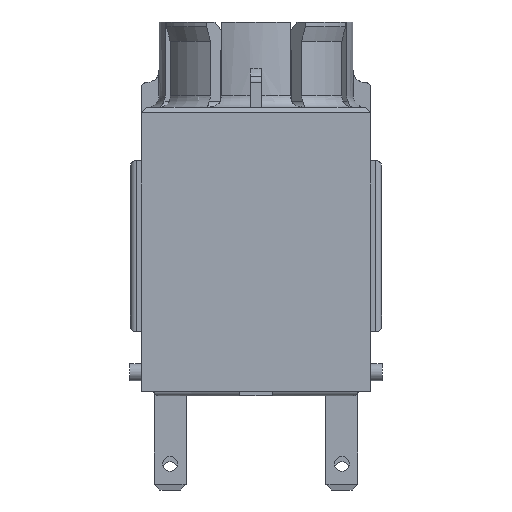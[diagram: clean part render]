
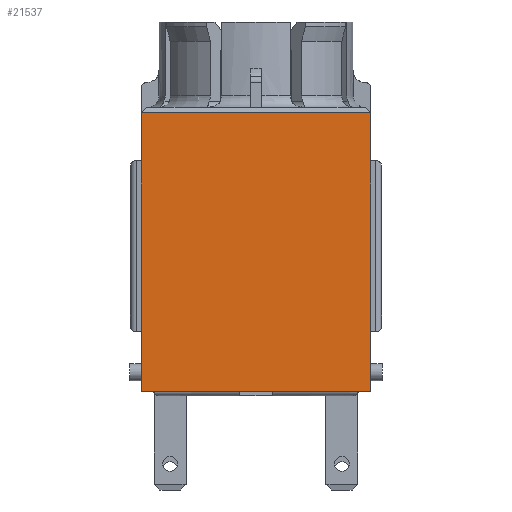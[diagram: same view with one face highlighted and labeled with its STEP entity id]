
A CAD part, left-side view. The second image highlights one B-rep face of the part: STEP entity #21537.
In plain terms, the highlighted planar face has unit normal (-1, 0, 0).
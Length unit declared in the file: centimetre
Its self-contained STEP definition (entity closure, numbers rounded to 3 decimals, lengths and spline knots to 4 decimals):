
#667=FACE_OUTER_BOUND('',#1836,.T.);
#1836=EDGE_LOOP('',(#15521,#15522,#15523,#15524,#15525,#15526));
#3221=LINE('',#30243,#6090);
#3399=LINE('',#31690,#6268);
#3400=LINE('',#31691,#6269);
#3406=LINE('',#31713,#6275);
#3407=LINE('',#31715,#6276);
#3427=LINE('',#31821,#6296);
#6090=VECTOR('',#24554,2.02);
#6268=VECTOR('',#25110,2.281);
#6269=VECTOR('',#25111,0.169);
#6275=VECTOR('',#25135,0.169);
#6276=VECTOR('',#25136,2.281);
#6296=VECTOR('',#25210,2.02);
#8914=VERTEX_POINT('',#30240);
#8915=VERTEX_POINT('',#30242);
#9136=VERTEX_POINT('',#31674);
#9141=VERTEX_POINT('',#31688);
#9144=VERTEX_POINT('',#31698);
#9149=VERTEX_POINT('',#31714);
#11160=EDGE_CURVE('',#8915,#8914,#3221,.T.);
#11517=EDGE_CURVE('',#9136,#9141,#3399,.T.);
#11518=EDGE_CURVE('',#8914,#9136,#3400,.T.);
#11528=EDGE_CURVE('',#8915,#9144,#3406,.T.);
#11529=EDGE_CURVE('',#9144,#9149,#3407,.T.);
#11560=EDGE_CURVE('',#9149,#9141,#3427,.T.);
#15521=ORIENTED_EDGE('',*,*,#11160,.T.);
#15522=ORIENTED_EDGE('',*,*,#11518,.T.);
#15523=ORIENTED_EDGE('',*,*,#11517,.T.);
#15524=ORIENTED_EDGE('',*,*,#11560,.F.);
#15525=ORIENTED_EDGE('',*,*,#11529,.F.);
#15526=ORIENTED_EDGE('',*,*,#11528,.F.);
#20420=PLANE('',#22836);
#21537=ADVANCED_FACE('',(#667),#20420,.T.);
#22836=AXIS2_PLACEMENT_3D('',#31826,#25218,#25219);
#24554=DIRECTION('',(0.,-1.,0.));
#25110=DIRECTION('',(0.,0.,1.));
#25111=DIRECTION('',(0.,0.,1.));
#25135=DIRECTION('',(0.,0.,1.));
#25136=DIRECTION('',(0.,0.,1.));
#25210=DIRECTION('',(0.,-1.,0.));
#25218=DIRECTION('center_axis',(-1.,0.,0.));
#25219=DIRECTION('ref_axis',(0.,0.,1.));
#30240=CARTESIAN_POINT('',(-1.11,-1.01,0.04));
#30242=CARTESIAN_POINT('',(-1.11,1.01,0.04));
#30243=CARTESIAN_POINT('',(-1.11,1.01,0.04));
#31674=CARTESIAN_POINT('',(-1.11,-1.01,0.209));
#31688=CARTESIAN_POINT('',(-1.11,-1.01,2.49));
#31690=CARTESIAN_POINT('',(-1.11,-1.01,2.39));
#31691=CARTESIAN_POINT('',(-1.11,-1.01,2.39));
#31698=CARTESIAN_POINT('',(-1.11,1.01,0.209));
#31713=CARTESIAN_POINT('',(-1.11,1.01,2.39));
#31714=CARTESIAN_POINT('',(-1.11,1.01,2.49));
#31715=CARTESIAN_POINT('',(-1.11,1.01,2.39));
#31821=CARTESIAN_POINT('',(-1.11,0.505,2.49));
#31826=CARTESIAN_POINT('Origin',(-1.11,1.01,2.39));
